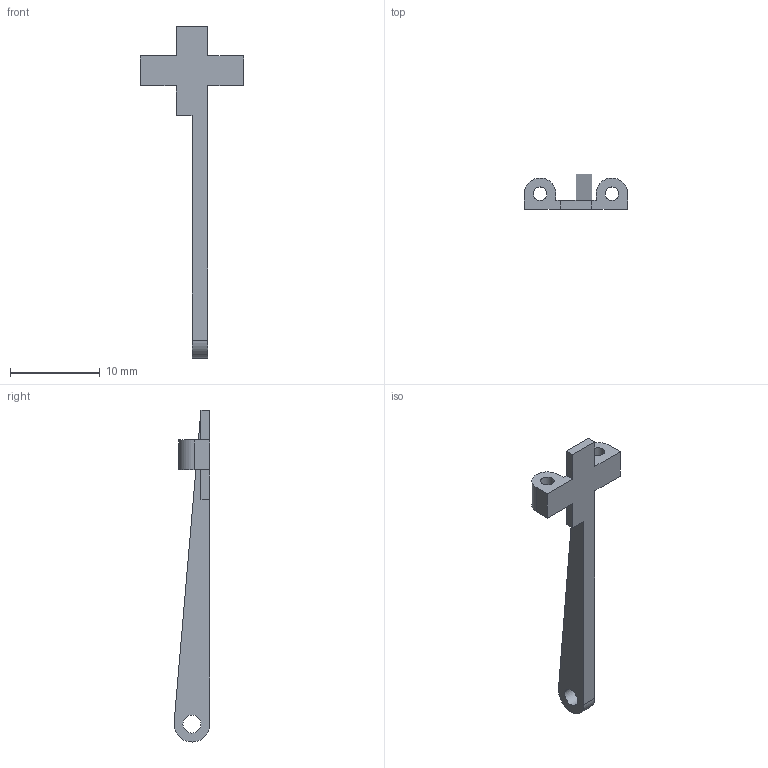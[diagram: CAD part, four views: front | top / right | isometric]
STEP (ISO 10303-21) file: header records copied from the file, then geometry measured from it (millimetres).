
FILE_DESCRIPTION(/* description */ (''),/* implementation_level */ '2;1');
FILE_NAME(/* name */ 'TRE-P12v2.stp',/* time_stamp */ '2024-07-10T18:19:04+01:00',/* author */ ('thiba'),/* organization */ (''),/* preprocessor_version */ 'ST-DEVELOPER v20',/* originating_system */ 'Autodesk Inventor 2025',/* authorisation */ '');
FILE_SCHEMA (('AUTOMOTIVE_DESIGN { 1 0 10303 214 3 1 1 }'));
Length unit declared in the file: millimetre
Products named in the file (1): TRE-P12v2
Bounding box: 11.5 x 3.99 x 37 mm (x, y, z)
Volume: 240.8 mm3; surface area: 513.2 mm2
Topology: 1 solids, 1 shells, 24 faces, 65 edges, 43 vertices
Faces by surface type: plane 18, cylinder 6
Full cylindrical faces by diameter (mm): 1.5 x2, 2 x1
Entity records: 808 total; most frequent: CARTESIAN_POINT 133, ORIENTED_EDGE 130, DIRECTION 127, EDGE_CURVE 65, LINE 53, VECTOR 53, VERTEX_POINT 43, AXIS2_PLACEMENT_3D 37
